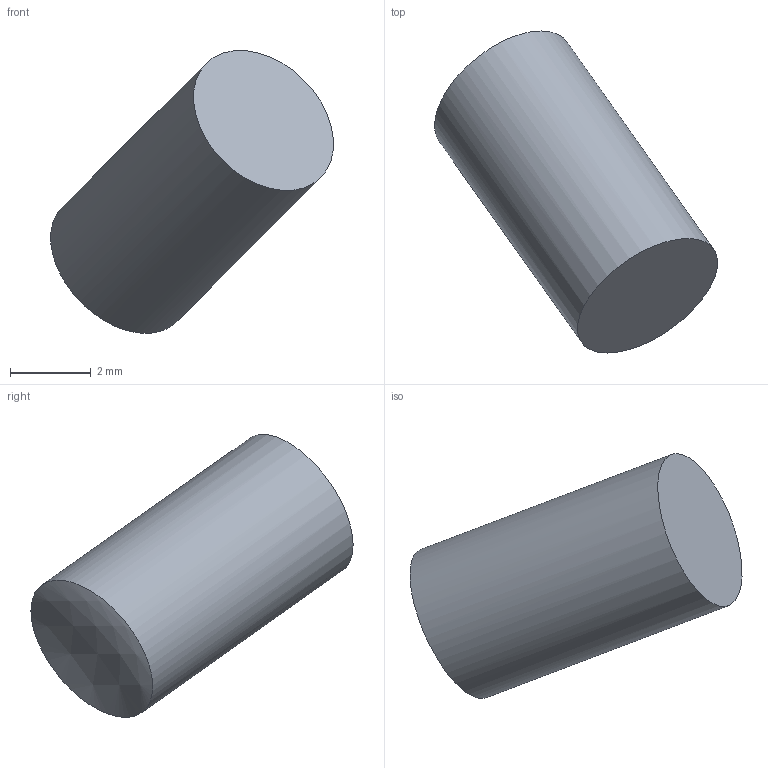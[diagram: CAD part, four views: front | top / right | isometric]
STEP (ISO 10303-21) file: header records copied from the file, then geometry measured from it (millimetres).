
FILE_DESCRIPTION(('FreeCAD Model'),'2;1');
FILE_NAME('sphereBarCyl2.stp', '2023-10-31T10:38:24',('Author'),(''), 'Open CASCADE STEP processor 7.3','FreeCAD','Unknown');
FILE_SCHEMA(('AUTOMOTIVE_DESIGN { 1 0 10303 214 1 1 1 1 }'));
Length unit declared in the file: millimetre
Products named in the file (1): Slice.002
Bounding box: 6.99 x 7.96 x 6.99 mm (x, y, z)
Volume: 87 mm3; surface area: 115.4 mm2
Topology: 1 solids, 1 shells, 3 faces, 3 edges, 2 vertices
Faces by surface type: cylinder 1, sphere 1, plane 1
Full cylindrical faces by diameter (mm): 4 x1
Entity records: 565 total; most frequent: CARTESIAN_POINT 468, DIRECTION 15, ORIENTED_EDGE 6, PCURVE 6, DEFINITIONAL_REPRESENTATION 6, AXIS2_PLACEMENT_3D 5, LINE 4, VECTOR 4
